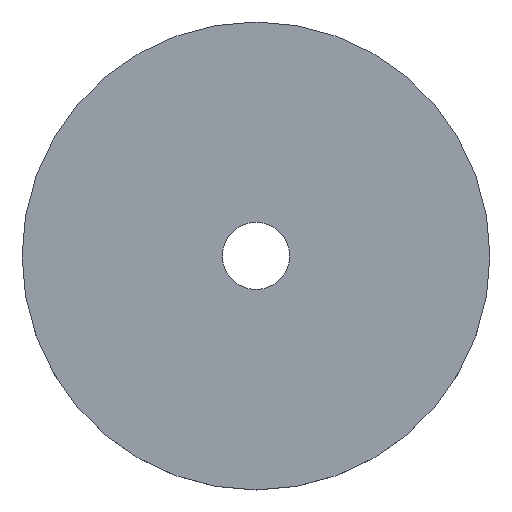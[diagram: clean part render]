
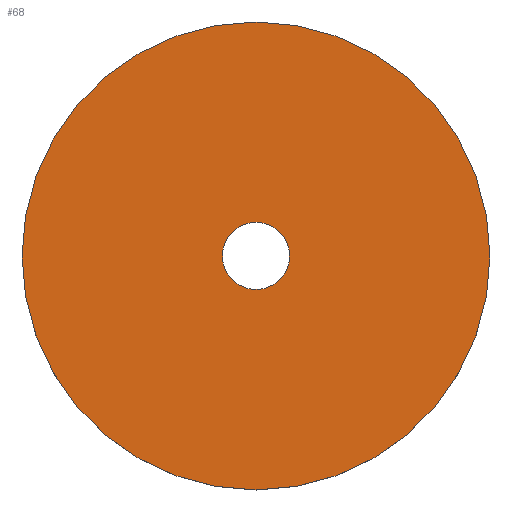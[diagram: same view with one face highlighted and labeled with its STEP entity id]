
A CAD part, top view. The second image highlights one B-rep face of the part: STEP entity #68.
In plain terms, the highlighted planar face has unit normal (0, 0, 1).
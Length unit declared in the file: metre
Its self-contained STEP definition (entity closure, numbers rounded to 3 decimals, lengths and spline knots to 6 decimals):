
#13=PLANE('',#119);
#17=ORIENTED_EDGE('',*,*,#27,.F.);
#18=ORIENTED_EDGE('',*,*,#26,.F.);
#26=EDGE_CURVE('',#31,#31,#36,.T.);
#27=EDGE_CURVE('',#32,#32,#37,.T.);
#31=VERTEX_POINT('',#153);
#32=VERTEX_POINT('',#156);
#36=CIRCLE('',#118,0.015);
#37=CIRCLE('',#120,0.00215);
#42=EDGE_LOOP('',(#17));
#43=EDGE_LOOP('',(#18));
#52=FACE_BOUND('',#42,.T.);
#53=FACE_BOUND('',#43,.T.);
#68=ADVANCED_FACE('',(#52,#53),#13,.F.);
#118=AXIS2_PLACEMENT_3D('',#152,#132,#133);
#119=AXIS2_PLACEMENT_3D('',#154,#134,#135);
#120=AXIS2_PLACEMENT_3D('',#155,#136,#137);
#132=DIRECTION('',(0.,0.,-1.));
#133=DIRECTION('',(-1.,0.,0.));
#134=DIRECTION('',(0.,0.,-1.));
#135=DIRECTION('',(-1.,0.,0.));
#136=DIRECTION('',(0.,0.,1.));
#137=DIRECTION('',(1.,0.,0.));
#152=CARTESIAN_POINT('',(0.,0.,0.033162));
#153=CARTESIAN_POINT('',(-0.015,0.,0.033162));
#154=CARTESIAN_POINT('',(0.,0.,0.033162));
#155=CARTESIAN_POINT('',(0.,0.,0.033162));
#156=CARTESIAN_POINT('',(0.00215,0.,0.033162));
